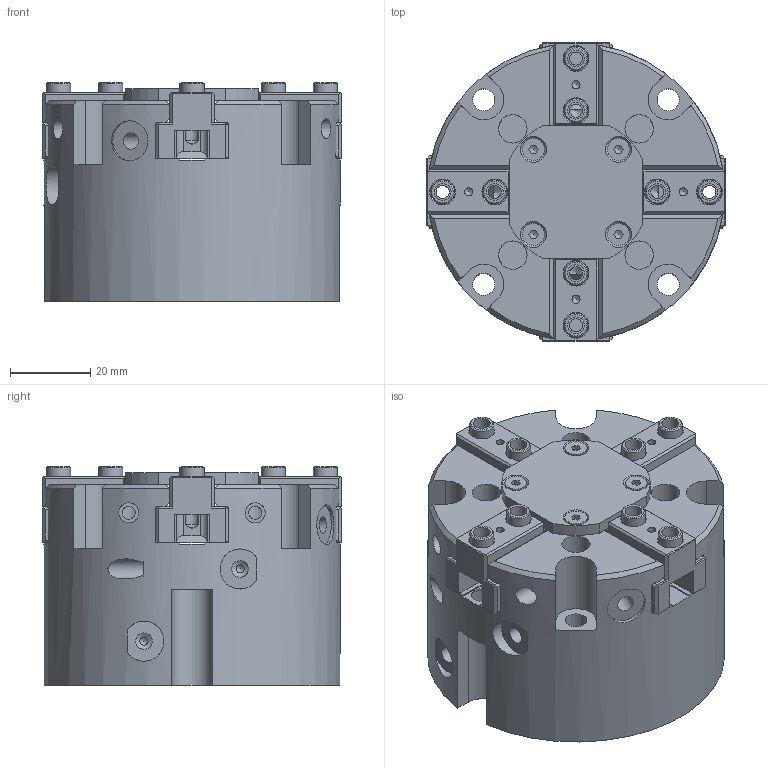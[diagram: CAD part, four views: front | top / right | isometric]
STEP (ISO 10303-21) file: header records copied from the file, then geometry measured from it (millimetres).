
FILE_DESCRIPTION(/* description */ (''),/* implementation_level */ '2;1');
FILE_NAME(/* name */ 'PFP 75 C1.stp',/* time_stamp */ '2021-06-12T07:40:46+02:00',/* author */ ('Francesca'),/* organization */ (''),/* preprocessor_version */ 'ST-DEVELOPER v17',/* originating_system */ 'Autodesk Inventor 2019',/* authorisation */ '');
FILE_SCHEMA (('AUTOMOTIVE_DESIGN { 1 0 10303 214 3 1 1 }'));
Length unit declared in the file: millimetre
Products named in the file (7): PFP-75-CLIENTE; PFP-75-CORPO-CLIENTE; MA4-75-COPERCHIO; MA4-75-FONDELLO; PZP-64-GRIFFA; BOCCOLA 6H7L5; ISO 10642  - M3  x  8
Assembly tree (19 placements, depth 2):
  PFP-75-CLIENTE
    PFP-75-CORPO-CLIENTE
    MA4-75-COPERCHIO
    MA4-75-FONDELLO
    PZP-64-GRIFFA  x4
    BOCCOLA 6H7L5  x8
    ISO 10642  - M3  x  8  x4
Bounding box: 74.5 x 74.5 x 54.5 mm (x, y, z)
Volume: 180326 mm3; surface area: 56232.3 mm2
Topology: 19 solids, 19 shells, 615 faces, 1707 edges, 1142 vertices
Faces by surface type: plane 377, cylinder 159, cone 78, torus 1
Full cylindrical faces by diameter (mm): 2 x2, 2.013 x4, 2.459 x4, 3 x4, 3.242 x17, 3.5 x4, 4.134 x3, 4.2 x8, 5 x6, 5.5 x6, 5.54 x4, 6 x16, 6.4 x2, 7.1 x4, 10 x1, 12 x1, 32 x1, 48 x3, 50.5 x2, 74 x1
Entity records: 11898 total; most frequent: CARTESIAN_POINT 2836, DIRECTION 1867, ORIENTED_EDGE 1828, EDGE_CURVE 914, AXIS2_PLACEMENT_3D 698, VERTEX_POINT 629, LINE 471, VECTOR 471
